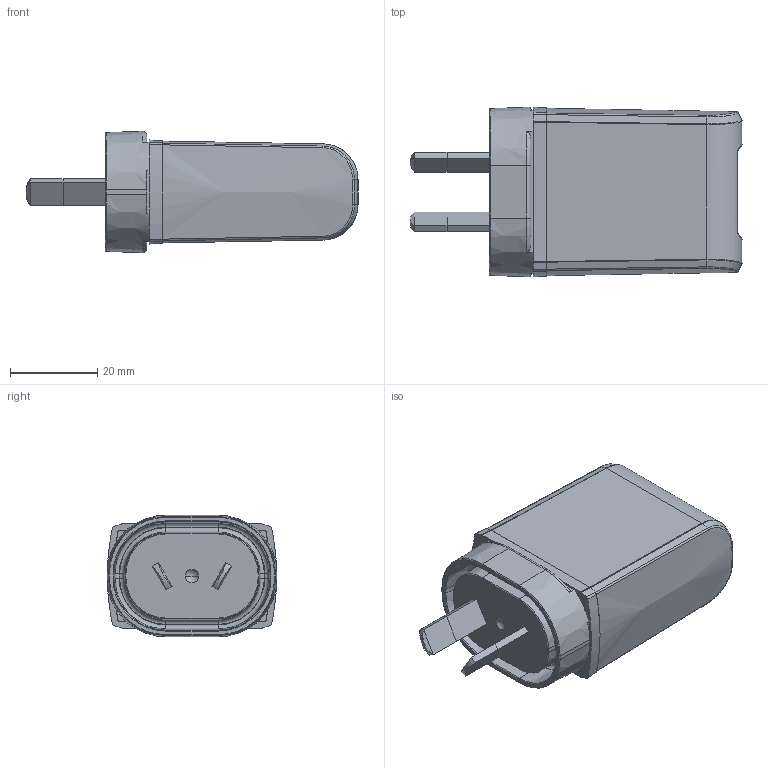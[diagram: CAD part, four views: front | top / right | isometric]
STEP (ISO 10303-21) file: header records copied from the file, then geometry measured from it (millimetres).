
FILE_DESCRIPTION((''),'2;1');
FILE_NAME('GTM86101-WWVV-W2A_ASM','2020-12-30T13:21:24',('rd05'),(''),'CREO PARAMETRIC BY PTC INC, 2018050','CREO PARAMETRIC BY PTC INC, 2018050','');
FILE_SCHEMA(('CONFIG_CONTROL_DESIGN','GEOMETRIC_VALIDATION_PROPERTIES_MIM'));
Length unit declared in the file: millimetre
Products named in the file (21): TOP__1_1_1_1; 5PFH-TP__2_1_1__1_2_1_1; 5PFH-TP__2_2_1__1_2_1_1; 5PFH-TP__2_ASM_1__ASM_1_ASM_1_A_ASM; AU-TP-ALL_ASM_1__ASM_1_ASM_1_AS_ASM; AR-TP__ASM_1_ASM_1_ASM_1_ASM_1_ASM; NEW-MANIFOLD_SOLID_BREP-2__2__1; NEW-AU_PIN_1____1_2_1__1_1__1_2; 5PFH-BOT-AU-NEW__ASM_1_ASM_1__1_ASM; 1_ASM_1_1__ASM_1_ASM_1_ASM_1_AS_ASM; AU-PIN__ASM_1_ASM_2_ASM_1_ASM_1_ASM; GTM86101-WWVV-W2A_3_ASM; BOT_AU2_25___ASM_1_ASM_1_1_2_AS; DSA-5PFM_ASM_197___ASM_1_ASM__2_ASM; AU-BOT_ASM_1_ASM_1_1_2_ASM_1_AS_ASM; AU-PIN_ASM_2_1_2_ASM_1_ASM_1_ASM; AU-BOT-NEW_30_1_1; GTM86101-WWVV-W2A_2_1_ASM; GTM86101-WWVV-W2A_2_ASM; GTM86101-WWVV-W2A_1_ASM; GTM86101-WWVV-W2A_ASM
Assembly tree (22 placements, depth 9):
  GTM86101-WWVV-W2A_ASM
    GTM86101-WWVV-W2A_1_ASM
      GTM86101-WWVV-W2A_2_ASM
        GTM86101-WWVV-W2A_2_1_ASM
          GTM86101-WWVV-W2A_3_ASM
            TOP__1_1_1_1
            AR-TP__ASM_1_ASM_1_ASM_1_ASM_1_ASM
              AU-TP-ALL_ASM_1__ASM_1_ASM_1_AS_ASM
                5PFH-TP__2_ASM_1__ASM_1_ASM_1_A_ASM
                  5PFH-TP__2_1_1__1_2_1_1
                  5PFH-TP__2_2_1__1_2_1_1
            AU-PIN__ASM_1_ASM_2_ASM_1_ASM_1_ASM
              1_ASM_1_1__ASM_1_ASM_1_ASM_1_AS_ASM
                5PFH-BOT-AU-NEW__ASM_1_ASM_1__1_ASM
                  NEW-MANIFOLD_SOLID_BREP-2__2__1  x2
                  NEW-AU_PIN_1____1_2_1__1_1__1_2  x2
          AU-PIN_ASM_2_1_2_ASM_1_ASM_1_ASM
            AU-BOT_ASM_1_ASM_1_1_2_ASM_1_AS_ASM
              DSA-5PFM_ASM_197___ASM_1_ASM__2_ASM
                BOT_AU2_25___ASM_1_ASM_1_1_2_AS
          AU-BOT-NEW_30_1_1
Bounding box: 76.25 x 38.97 x 27.89 mm (x, y, z)
Volume: 16976 mm3; surface area: 19417.1 mm2
Topology: 8 solids, 8 shells, 776 faces, 2067 edges, 1314 vertices
Faces by surface type: plane 360, cylinder 208, bspline 77, cone 67, torus 58, sphere 6
Entity records: 28646 total; most frequent: CARTESIAN_POINT 10065, ORIENTED_EDGE 3898, DIRECTION 3530, EDGE_CURVE 1949, VERTEX_POINT 1240, AXIS2_PLACEMENT_3D 1237, VECTOR 1056, LINE 1056
